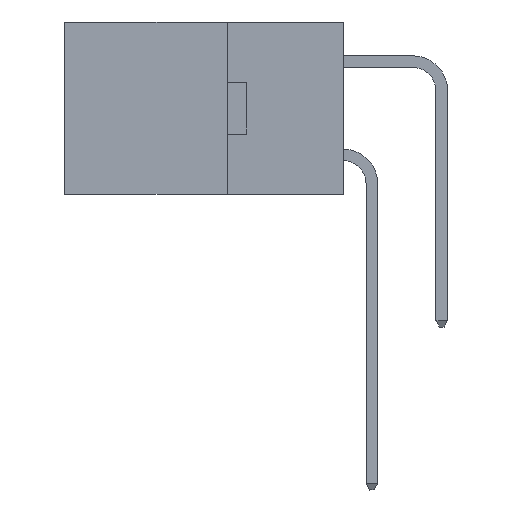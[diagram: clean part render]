
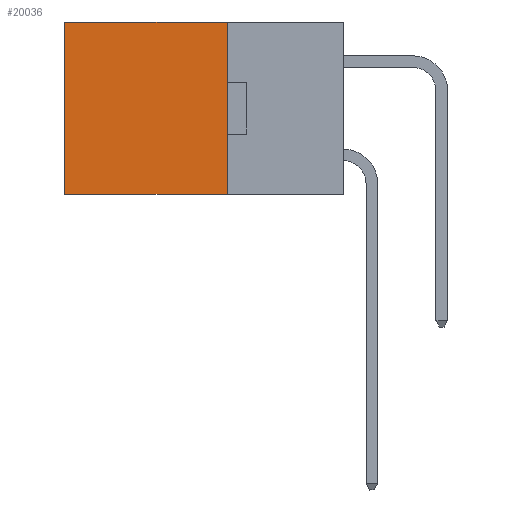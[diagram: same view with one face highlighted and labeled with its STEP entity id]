
A CAD part, left-side view. The second image highlights one B-rep face of the part: STEP entity #20036.
In plain terms, the highlighted planar face has unit normal (-1, 0, 0).
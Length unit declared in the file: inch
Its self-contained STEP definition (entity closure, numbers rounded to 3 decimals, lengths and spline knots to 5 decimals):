
#2931 = LINE ( 'NONE', #7075, #20283 ) ;
#4250 = LINE ( 'NONE', #11303, #9796 ) ;
#7075 = CARTESIAN_POINT ( 'NONE',  ( 0.2615, 0.25, 0. ) ) ;
#7386 = ORIENTED_EDGE ( 'NONE', *, *, #26391, .F. ) ;
#8441 = VERTEX_POINT ( 'NONE', #25147 ) ;
#9060 = CARTESIAN_POINT ( 'NONE',  ( 0.2615, 0.25, -0.37 ) ) ;
#9461 = DIRECTION ( 'NONE',  ( 0., 1., 0. ) ) ;
#9796 = VECTOR ( 'NONE', #30104, 39.37008 ) ;
#11094 = LINE ( 'NONE', #23025, #29113 ) ;
#11303 = CARTESIAN_POINT ( 'NONE',  ( 0.2615, 0.25, -0.37 ) ) ;
#11432 = DIRECTION ( 'NONE',  ( 0., 0., -1. ) ) ;
#12036 = CARTESIAN_POINT ( 'NONE',  ( 0.2615, 0.25, -0.37 ) ) ;
#13513 = AXIS2_PLACEMENT_3D ( 'NONE', #9060, #25539, #11432 ) ;
#13906 = EDGE_CURVE ( 'NONE', #15416, #8441, #2931, .T. ) ;
#14407 = DIRECTION ( 'NONE',  ( 0., 1., 0. ) ) ;
#14685 = CARTESIAN_POINT ( 'NONE',  ( 0.2615, 0.25, 0. ) ) ;
#15416 = VERTEX_POINT ( 'NONE', #14685 ) ;
#15417 = CARTESIAN_POINT ( 'NONE',  ( 0.2615, 0.25, -0.37 ) ) ;
#15916 = DIRECTION ( 'NONE',  ( 0., 0., -1. ) ) ;
#16060 = PLANE ( 'NONE',  #13513 ) ;
#16289 = ORIENTED_EDGE ( 'NONE', *, *, #29740, .T. ) ;
#17204 = ORIENTED_EDGE ( 'NONE', *, *, #20224, .F. ) ;
#18402 = EDGE_LOOP ( 'NONE', ( #16289, #17204, #7386, #27508 ) ) ;
#20036 = ADVANCED_FACE ( 'NONE', ( #24617 ), #16060, .F. ) ;
#20164 = LINE ( 'NONE', #12036, #25700 ) ;
#20224 = EDGE_CURVE ( 'NONE', #29615, #22653, #20164, .T. ) ;
#20283 = VECTOR ( 'NONE', #9461, 39.37008 ) ;
#22653 = VERTEX_POINT ( 'NONE', #24136 ) ;
#23025 = CARTESIAN_POINT ( 'NONE',  ( 0.2615, 0.6, -0.37 ) ) ;
#24136 = CARTESIAN_POINT ( 'NONE',  ( 0.2615, 0.6, -0.37 ) ) ;
#24617 = FACE_OUTER_BOUND ( 'NONE', #18402, .T. ) ;
#25147 = CARTESIAN_POINT ( 'NONE',  ( 0.2615, 0.6, 0. ) ) ;
#25539 = DIRECTION ( 'NONE',  ( 1., 0., 0. ) ) ;
#25700 = VECTOR ( 'NONE', #14407, 39.37008 ) ;
#26391 = EDGE_CURVE ( 'NONE', #15416, #29615, #4250, .T. ) ;
#27508 = ORIENTED_EDGE ( 'NONE', *, *, #13906, .T. ) ;
#29113 = VECTOR ( 'NONE', #15916, 39.37008 ) ;
#29615 = VERTEX_POINT ( 'NONE', #15417 ) ;
#29740 = EDGE_CURVE ( 'NONE', #8441, #22653, #11094, .T. ) ;
#30104 = DIRECTION ( 'NONE',  ( 0., 0., -1. ) ) ;
